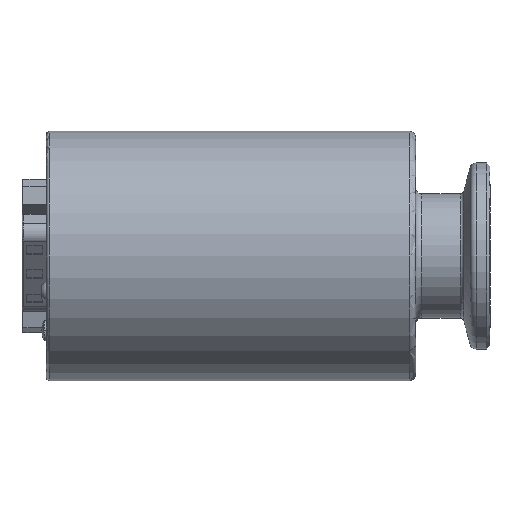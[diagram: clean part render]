
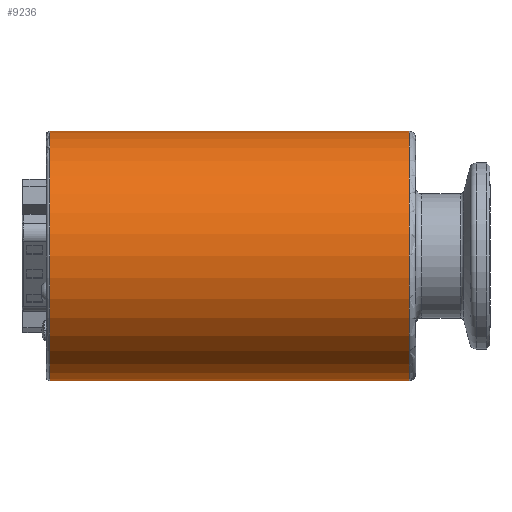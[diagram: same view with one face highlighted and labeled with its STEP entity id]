
A CAD part, left-side view. The second image highlights one B-rep face of the part: STEP entity #9236.
In plain terms, the highlighted cylindrical face has radius 20.1 mm (diameter 40.2 mm), a partial arc.
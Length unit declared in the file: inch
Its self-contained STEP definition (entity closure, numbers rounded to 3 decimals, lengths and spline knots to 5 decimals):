
#47 = AXIS2_PLACEMENT_3D ( 'NONE', #8595, #2160, #2107 ) ;
#417 = DIRECTION ( 'NONE',  ( 0., 0., 1. ) ) ;
#447 = AXIS2_PLACEMENT_3D ( 'NONE', #6575, #7522, #1784 ) ;
#576 = CARTESIAN_POINT ( 'NONE',  ( -0.00001, 1.75197, -0.79132 ) ) ;
#1166 = LINE ( 'NONE', #9952, #9966 ) ;
#1784 = DIRECTION ( 'NONE',  ( 0., 0., 1. ) ) ;
#1789 = CARTESIAN_POINT ( 'NONE',  ( -0.00001, -0.53198, -0.79132 ) ) ;
#1986 = CARTESIAN_POINT ( 'NONE',  ( -0.00001, 1.92207, 0.79136 ) ) ;
#2107 = DIRECTION ( 'NONE',  ( 0., 0., -1. ) ) ;
#2160 = DIRECTION ( 'NONE',  ( 0., -1., 0. ) ) ;
#2846 = LINE ( 'NONE', #1986, #10482 ) ;
#2876 = EDGE_CURVE ( 'NONE', #8171, #9538, #1166, .T. ) ;
#3129 = EDGE_CURVE ( 'NONE', #9538, #9608, #3853, .T. ) ;
#3240 = EDGE_CURVE ( 'NONE', #5786, #9608, #2846, .T. ) ;
#3571 = DIRECTION ( 'NONE',  ( 0., -1., 0. ) ) ;
#3853 = CIRCLE ( 'NONE', #447, 0.79134 ) ;
#4464 = DIRECTION ( 'NONE',  ( 0., -1., 0. ) ) ;
#4561 = CYLINDRICAL_SURFACE ( 'NONE', #47, 0.79134 ) ;
#4811 = CIRCLE ( 'NONE', #5290, 0.79134 ) ;
#5290 = AXIS2_PLACEMENT_3D ( 'NONE', #7762, #3571, #417 ) ;
#5595 = ORIENTED_EDGE ( 'NONE', *, *, #3129, .T. ) ;
#5786 = VERTEX_POINT ( 'NONE', #9197 ) ;
#6163 = EDGE_LOOP ( 'NONE', ( #9555, #8570, #10167, #5595 ) ) ;
#6575 = CARTESIAN_POINT ( 'NONE',  ( -0.00001, -0.53198, 0.00002 ) ) ;
#6680 = CARTESIAN_POINT ( 'NONE',  ( -0.00001, -0.53198, 0.79136 ) ) ;
#7522 = DIRECTION ( 'NONE',  ( 0., 1., 0. ) ) ;
#7726 = DIRECTION ( 'NONE',  ( 0., -1., 0. ) ) ;
#7762 = CARTESIAN_POINT ( 'NONE',  ( -0.00001, 1.75197, 0.00002 ) ) ;
#8068 = EDGE_CURVE ( 'NONE', #5786, #8171, #4811, .T. ) ;
#8171 = VERTEX_POINT ( 'NONE', #576 ) ;
#8570 = ORIENTED_EDGE ( 'NONE', *, *, #8068, .T. ) ;
#8595 = CARTESIAN_POINT ( 'NONE',  ( -0.00001, 1.92207, 0.00002 ) ) ;
#8649 = FACE_OUTER_BOUND ( 'NONE', #6163, .T. ) ;
#9197 = CARTESIAN_POINT ( 'NONE',  ( -0.00001, 1.75197, 0.79136 ) ) ;
#9236 = ADVANCED_FACE ( 'NONE', ( #8649 ), #4561, .T. ) ;
#9538 = VERTEX_POINT ( 'NONE', #1789 ) ;
#9555 = ORIENTED_EDGE ( 'NONE', *, *, #3240, .F. ) ;
#9608 = VERTEX_POINT ( 'NONE', #6680 ) ;
#9952 = CARTESIAN_POINT ( 'NONE',  ( -0.00001, 1.92207, -0.79132 ) ) ;
#9966 = VECTOR ( 'NONE', #4464, 39.37008 ) ;
#10167 = ORIENTED_EDGE ( 'NONE', *, *, #2876, .T. ) ;
#10482 = VECTOR ( 'NONE', #7726, 39.37008 ) ;
